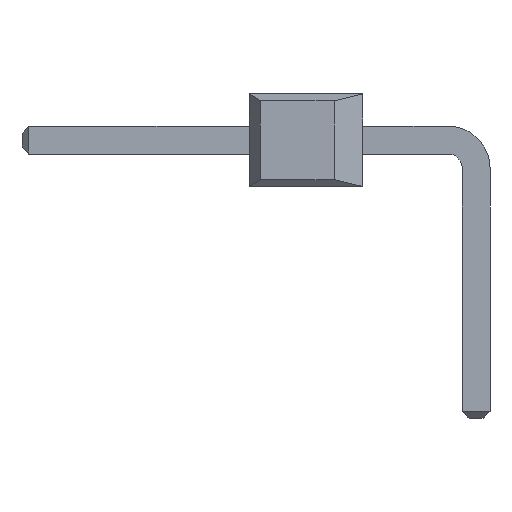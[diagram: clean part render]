
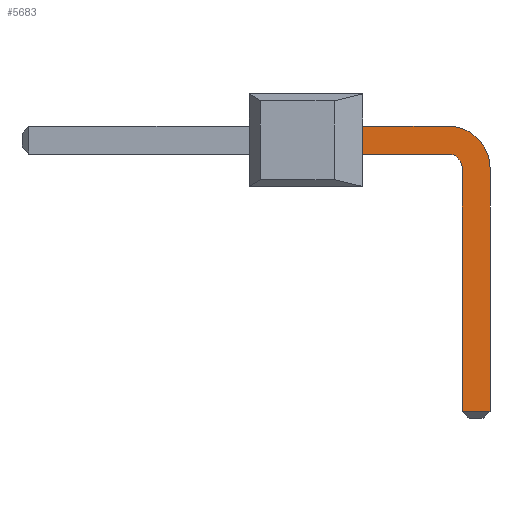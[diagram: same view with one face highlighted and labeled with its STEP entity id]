
A CAD part, left-side view. The second image highlights one B-rep face of the part: STEP entity #5683.
In plain terms, the highlighted planar face has unit normal (-1, 0, 0).
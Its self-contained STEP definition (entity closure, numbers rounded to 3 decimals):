
#4921=CARTESIAN_POINT('',(-0.381,3.112,0.889));
#4920=VERTEX_POINT('',#4921);
#4931=CARTESIAN_POINT('',(-0.381,3.112,1.651));
#4930=VERTEX_POINT('',#4931);
#4929=EDGE_CURVE('',#4930,#4920,#4934,.T.);
#4934=LINE('',#4931,#4936);
#4936=VECTOR('',#4937,0.762);
#4937=DIRECTION('',(0.0,0.0,-1.0));
#4960=CARTESIAN_POINT('',(-0.381,0.762,0.889));
#4959=VERTEX_POINT('',#4960);
#4968=EDGE_CURVE('',#4920,#4959,#4973,.T.);
#4973=LINE('',#4921,#4975);
#4975=VECTOR('',#4976,2.349);
#4976=DIRECTION('',(0.0,-1.0,0.0));
#5011=CARTESIAN_POINT('',(-0.381,0.762,1.651));
#5010=VERTEX_POINT('',#5011);
#5037=EDGE_CURVE('',#5010,#4930,#5042,.T.);
#5042=LINE('',#5011,#5044);
#5044=VECTOR('',#5045,2.349);
#5045=DIRECTION('',(0.0,1.0,0.0));
#5068=CARTESIAN_POINT('',(-0.381,0.381,-6.159));
#5067=VERTEX_POINT('',#5068);
#5078=CARTESIAN_POINT('',(-0.381,0.381,0.508));
#5077=VERTEX_POINT('',#5078);
#5076=EDGE_CURVE('',#5077,#5067,#5081,.T.);
#5081=LINE('',#5078,#5083);
#5083=VECTOR('',#5084,6.668);
#5084=DIRECTION('',(0.0,0.0,-1.0));
#5156=CARTESIAN_POINT('',(-0.381,-0.381,-6.159));
#5155=VERTEX_POINT('',#5156);
#5158=CARTESIAN_POINT('',(-0.381,-0.381,0.508));
#5157=VERTEX_POINT('',#5158);
#5154=EDGE_CURVE('',#5155,#5157,#5159,.T.);
#5159=LINE('',#5156,#5161);
#5161=VECTOR('',#5162,6.668);
#5162=DIRECTION('',(0.0,0.0,1.0));
#5409=EDGE_CURVE('',#5067,#5155,#5414,.T.);
#5414=LINE('',#5068,#5416);
#5416=VECTOR('',#5417,0.762);
#5417=DIRECTION('',(0.0,-1.0,0.0));
#5518=EDGE_CURVE($,#4959,#5077,#5523,.T.);
#5523=CIRCLE($,#5524,0.381);
#5525=CARTESIAN_POINT('',(-0.381,0.762,0.508));
#5524=AXIS2_PLACEMENT_3D($,#5525,#5526,#5527);
#5526=DIRECTION('',(1.0,0.0,0.0));
#5527=DIRECTION('',(0.0,-0.707,-0.707));
#5548=EDGE_CURVE($,#5157,#5010,#5553,.T.);
#5553=CIRCLE($,#5554,1.143);
#5554=AXIS2_PLACEMENT_3D($,#5525,#5556,#5557);
#5556=DIRECTION('',(-1.0,0.0,0.0));
#5557=DIRECTION('',(0.0,0.707,0.707));
#5683=ADVANCED_FACE($,(#5689),#5684,.T.);
#5684=PLANE($,#5685);
#5685=AXIS2_PLACEMENT_3D($,#5686,#5687,#5688);
#5686=CARTESIAN_POINT('',(-0.381,0.762,1.651));
#5687=DIRECTION('',(-1.0,0.0,0.0));
#5688=DIRECTION('',(-1.,0.,0.));
#5689=FACE_OUTER_BOUND($,#5690,.T.);
#5690=EDGE_LOOP($,(#5693, #5703, #5713, #5723, #5734, #5744, #5754, #5764));
#5693=ORIENTED_EDGE('',*,*,#5037,.T.);
#5703=ORIENTED_EDGE('',*,*,#4929,.T.);
#5713=ORIENTED_EDGE('',*,*,#4968,.T.);
#5723=ORIENTED_EDGE('',*,*,#5518,.T.);
#5734=ORIENTED_EDGE('',*,*,#5076,.T.);
#5744=ORIENTED_EDGE('',*,*,#5409,.T.);
#5754=ORIENTED_EDGE('',*,*,#5154,.T.);
#5764=ORIENTED_EDGE('',*,*,#5548,.T.);
